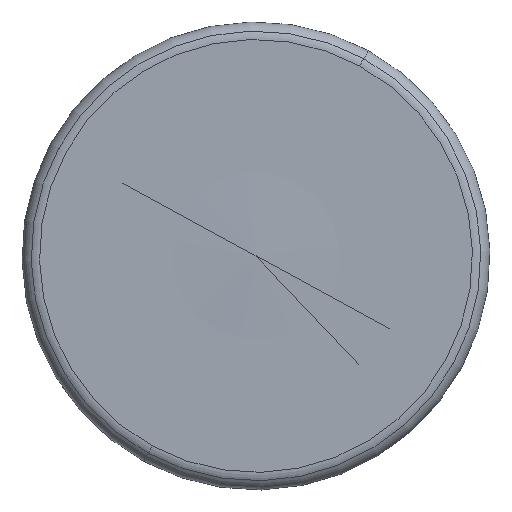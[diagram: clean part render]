
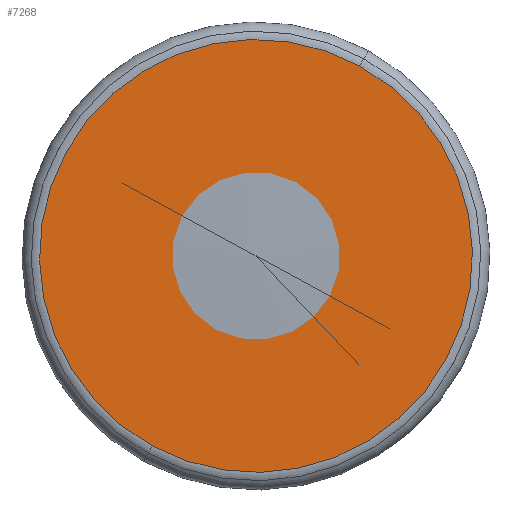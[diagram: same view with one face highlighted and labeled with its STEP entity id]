
A CAD part, top view. The second image highlights one B-rep face of the part: STEP entity #7268.
In plain terms, the highlighted planar face has unit normal (0, 0, 1).
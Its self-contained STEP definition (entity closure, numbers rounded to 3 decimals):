
#7245=CARTESIAN_POINT('Axis2P3D Location',(0.,0.,15.)) ;
#7250=CARTESIAN_POINT('Axis2P3D Location',(0.,0.,15.)) ;
#7254=CARTESIAN_POINT('Vertex',(17.739,32.471,15.)) ;
#7256=CARTESIAN_POINT('Vertex',(-17.739,-32.471,15.)) ;
#7259=CARTESIAN_POINT('Axis2P3D Location',(0.,0.,15.)) ;
#7246=DIRECTION('Axis2P3D Direction',(0.,0.,1.)) ;
#7247=DIRECTION('Axis2P3D XDirection',(1.,0.,0.)) ;
#7251=DIRECTION('Axis2P3D Direction',(0.,0.,1.)) ;
#7260=DIRECTION('Axis2P3D Direction',(0.,0.,1.)) ;
#7248=AXIS2_PLACEMENT_3D('Plane Axis2P3D',#7245,#7246,#7247) ;
#7252=AXIS2_PLACEMENT_3D('Circle Axis2P3D',#7250,#7251,$) ;
#7261=AXIS2_PLACEMENT_3D('Circle Axis2P3D',#7259,#7260,$) ;
#7265=ORIENTED_EDGE('',*,*,#7258,.F.) ;
#7266=ORIENTED_EDGE('',*,*,#7263,.F.) ;
#7268=ADVANCED_FACE('PartBody',(#7267),#7249,.T.) ;
#7253=CIRCLE('generated circle',#7252,37.) ;
#7262=CIRCLE('generated circle',#7261,37.) ;
#7258=EDGE_CURVE('',#7255,#7257,#7253,.F.) ;
#7263=EDGE_CURVE('',#7257,#7255,#7262,.F.) ;
#7264=EDGE_LOOP('',(#7265,#7266)) ;
#7267=FACE_OUTER_BOUND('',#7264,.T.) ;
#7249=PLANE('',#7248) ;
#7255=VERTEX_POINT('',#7254) ;
#7257=VERTEX_POINT('',#7256) ;
